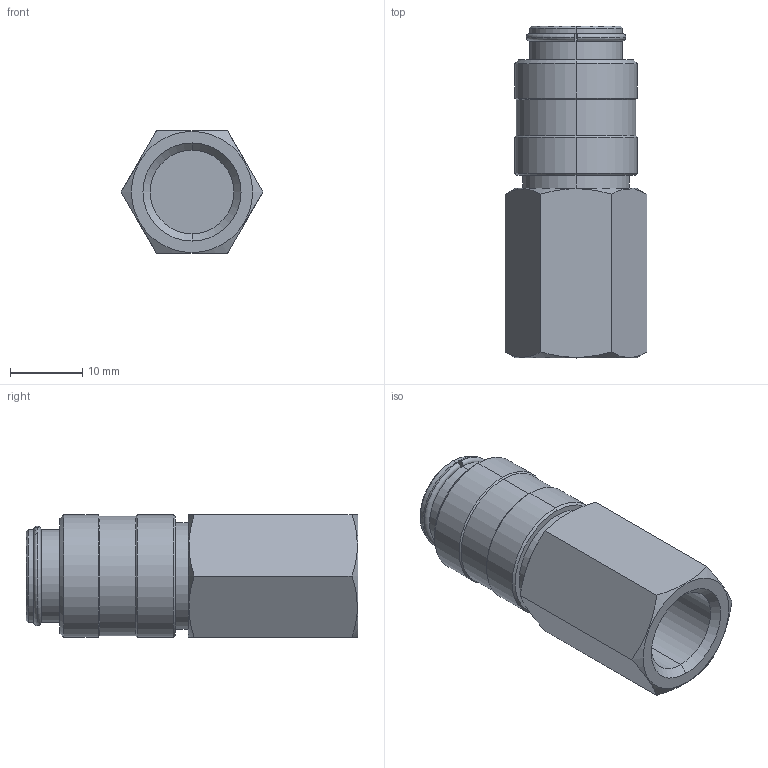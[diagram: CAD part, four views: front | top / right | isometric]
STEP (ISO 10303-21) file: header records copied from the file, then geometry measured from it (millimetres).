
FILE_DESCRIPTION(( 'GU21.120014.STEP' ), '1');
FILE_NAME( 'GU21.120014.STEP', '2018-10-02T15:20:30',( 'Sopra'),('sopra-pneumatic.com'), 'SwSTEP 2.0','SolidWorks 2009','' );
FILE_SCHEMA (( 'CONFIG_CONTROL_DESIGN' ));
Length unit declared in the file: millimetre
Products named in the file (1): 07210202
Bounding box: 19.63 x 46 x 17 mm (x, y, z)
Volume: 8731.1 mm3; surface area: 3785.2 mm2
Topology: 2 solids, 2 shells, 59 faces, 124 edges, 76 vertices
Faces by surface type: cylinder 18, cone 18, plane 17, torus 6
Entity records: 1779 total; most frequent: CARTESIAN_POINT 424, DIRECTION 286, ORIENTED_EDGE 248, EDGE_CURVE 124, AXIS2_PLACEMENT_3D 122, VERTEX_POINT 76, EDGE_LOOP 66, CIRCLE 62
